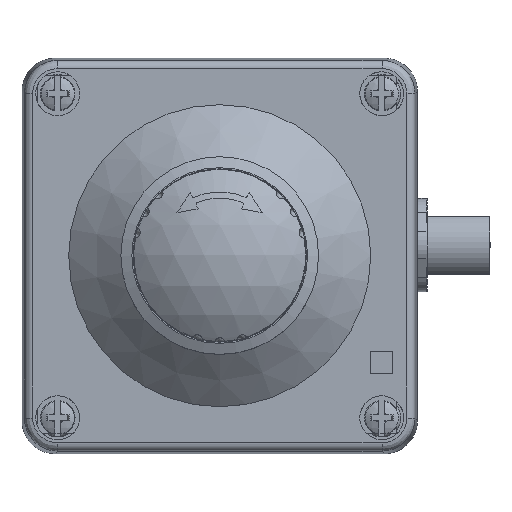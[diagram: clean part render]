
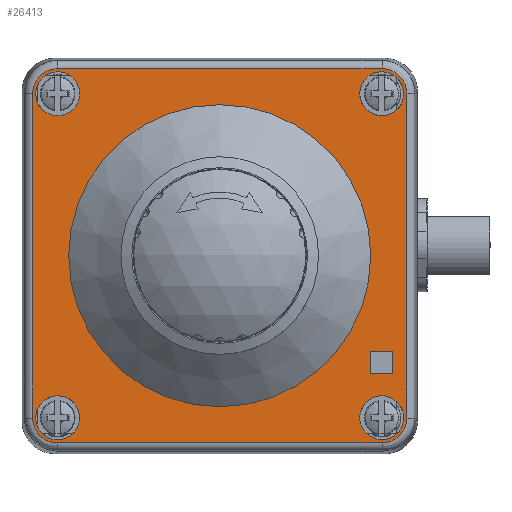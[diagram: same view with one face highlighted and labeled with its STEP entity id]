
A CAD part, top view. The second image highlights one B-rep face of the part: STEP entity #26413.
In plain terms, the highlighted planar face has unit normal (0, 0, 1).
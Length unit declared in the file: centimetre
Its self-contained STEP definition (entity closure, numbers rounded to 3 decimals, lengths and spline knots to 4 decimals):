
#68=FACE_BOUND('',#3181,.T.);
#69=FACE_BOUND('',#3182,.T.);
#70=FACE_BOUND('',#3183,.T.);
#71=FACE_BOUND('',#3184,.T.);
#72=FACE_BOUND('',#3185,.T.);
#73=FACE_BOUND('',#3186,.T.);
#313=ELLIPSE('',#28189,0.4501,0.45);
#314=ELLIPSE('',#28190,0.4501,0.45);
#315=ELLIPSE('',#28191,0.4501,0.45);
#316=ELLIPSE('',#28192,0.4501,0.45);
#821=CIRCLE('',#27952,1.7107);
#949=CIRCLE('',#28193,0.4);
#950=CIRCLE('',#28194,0.4);
#951=CIRCLE('',#28195,0.4);
#952=CIRCLE('',#28196,0.4);
#1688=FACE_OUTER_BOUND('',#3180,.T.);
#3180=EDGE_LOOP('',(#18431,#18432,#18433,#18434,#18435,#18436,#18437,#18438));
#3181=EDGE_LOOP('',(#18439));
#3182=EDGE_LOOP('',(#18440));
#3183=EDGE_LOOP('',(#18441));
#3184=EDGE_LOOP('',(#18442));
#3185=EDGE_LOOP('',(#18443));
#3186=EDGE_LOOP('',(#18444,#18445,#18446,#18447));
#4932=LINE('',#39667,#7863);
#4933=LINE('',#39671,#7864);
#4934=LINE('',#39675,#7865);
#4935=LINE('',#39679,#7866);
#4936=LINE('',#39691,#7867);
#4937=LINE('',#39693,#7868);
#4938=LINE('',#39695,#7869);
#4939=LINE('',#39696,#7870);
#7863=VECTOR('',#31407,5.9111);
#7864=VECTOR('',#31410,5.9111);
#7865=VECTOR('',#31413,5.9111);
#7866=VECTOR('',#31416,5.9111);
#7867=VECTOR('',#31427,0.405);
#7868=VECTOR('',#31428,0.405);
#7869=VECTOR('',#31429,0.405);
#7870=VECTOR('',#31430,0.405);
#10906=VERTEX_POINT('',#38746);
#11137=VERTEX_POINT('',#39665);
#11138=VERTEX_POINT('',#39666);
#11139=VERTEX_POINT('',#39668);
#11140=VERTEX_POINT('',#39670);
#11141=VERTEX_POINT('',#39672);
#11142=VERTEX_POINT('',#39674);
#11143=VERTEX_POINT('',#39676);
#11144=VERTEX_POINT('',#39678);
#11145=VERTEX_POINT('',#39681);
#11146=VERTEX_POINT('',#39683);
#11147=VERTEX_POINT('',#39685);
#11148=VERTEX_POINT('',#39687);
#11149=VERTEX_POINT('',#39689);
#11150=VERTEX_POINT('',#39690);
#11151=VERTEX_POINT('',#39692);
#11152=VERTEX_POINT('',#39694);
#13658=EDGE_CURVE('',#10906,#10906,#821,.T.);
#13971=EDGE_CURVE('',#11137,#11138,#4932,.T.);
#13972=EDGE_CURVE('',#11139,#11137,#313,.T.);
#13973=EDGE_CURVE('',#11140,#11139,#4933,.T.);
#13974=EDGE_CURVE('',#11141,#11140,#314,.T.);
#13975=EDGE_CURVE('',#11142,#11141,#4934,.T.);
#13976=EDGE_CURVE('',#11143,#11142,#315,.T.);
#13977=EDGE_CURVE('',#11144,#11143,#4935,.T.);
#13978=EDGE_CURVE('',#11138,#11144,#316,.T.);
#13979=EDGE_CURVE('',#11145,#11145,#949,.T.);
#13980=EDGE_CURVE('',#11146,#11146,#950,.T.);
#13981=EDGE_CURVE('',#11147,#11147,#951,.T.);
#13982=EDGE_CURVE('',#11148,#11148,#952,.T.);
#13983=EDGE_CURVE('',#11149,#11150,#4936,.T.);
#13984=EDGE_CURVE('',#11150,#11151,#4937,.T.);
#13985=EDGE_CURVE('',#11151,#11152,#4938,.T.);
#13986=EDGE_CURVE('',#11152,#11149,#4939,.T.);
#18431=ORIENTED_EDGE('',*,*,#13971,.F.);
#18432=ORIENTED_EDGE('',*,*,#13972,.F.);
#18433=ORIENTED_EDGE('',*,*,#13973,.F.);
#18434=ORIENTED_EDGE('',*,*,#13974,.F.);
#18435=ORIENTED_EDGE('',*,*,#13975,.F.);
#18436=ORIENTED_EDGE('',*,*,#13976,.F.);
#18437=ORIENTED_EDGE('',*,*,#13977,.F.);
#18438=ORIENTED_EDGE('',*,*,#13978,.F.);
#18439=ORIENTED_EDGE('',*,*,#13658,.T.);
#18440=ORIENTED_EDGE('',*,*,#13979,.T.);
#18441=ORIENTED_EDGE('',*,*,#13980,.T.);
#18442=ORIENTED_EDGE('',*,*,#13981,.T.);
#18443=ORIENTED_EDGE('',*,*,#13982,.T.);
#18444=ORIENTED_EDGE('',*,*,#13983,.T.);
#18445=ORIENTED_EDGE('',*,*,#13984,.T.);
#18446=ORIENTED_EDGE('',*,*,#13985,.T.);
#18447=ORIENTED_EDGE('',*,*,#13986,.T.);
#25227=PLANE('',#28188);
#26413=ADVANCED_FACE('',(#1688,#68,#69,#70,#71,#72,#73),#25227,.T.);
#27952=AXIS2_PLACEMENT_3D('',#38747,#30791,#30792);
#28188=AXIS2_PLACEMENT_3D('',#39664,#31405,#31406);
#28189=AXIS2_PLACEMENT_3D('',#39669,#31408,#31409);
#28190=AXIS2_PLACEMENT_3D('',#39673,#31411,#31412);
#28191=AXIS2_PLACEMENT_3D('',#39677,#31414,#31415);
#28192=AXIS2_PLACEMENT_3D('',#39680,#31417,#31418);
#28193=AXIS2_PLACEMENT_3D('',#39682,#31419,#31420);
#28194=AXIS2_PLACEMENT_3D('',#39684,#31421,#31422);
#28195=AXIS2_PLACEMENT_3D('',#39686,#31423,#31424);
#28196=AXIS2_PLACEMENT_3D('',#39688,#31425,#31426);
#30791=DIRECTION('center_axis',(0.,0.,
-1.));
#30792=DIRECTION('ref_axis',(-1.,0.,0.));
#31405=DIRECTION('center_axis',(0.,0.,
1.));
#31406=DIRECTION('ref_axis',(0.,-1.,0.));
#31407=DIRECTION('',(0.,1.,0.));
#31408=DIRECTION('center_axis',(0.,0.,
-1.));
#31409=DIRECTION('ref_axis',(-0.707,-0.707,0.));
#31410=DIRECTION('',(-1.,0.,0.));
#31411=DIRECTION('center_axis',(0.,0.,
-1.));
#31412=DIRECTION('ref_axis',(0.707,-0.707,0.));
#31413=DIRECTION('',(0.,-1.,0.));
#31414=DIRECTION('center_axis',(0.,0.,
-1.));
#31415=DIRECTION('ref_axis',(0.707,0.707,0.));
#31416=DIRECTION('',(1.,0.,0.));
#31417=DIRECTION('center_axis',(0.,0.,
-1.));
#31418=DIRECTION('ref_axis',(-0.707,0.707,0.));
#31419=DIRECTION('center_axis',(0.,0.,
-1.));
#31420=DIRECTION('ref_axis',(0.,1.,0.));
#31421=DIRECTION('center_axis',(0.,0.,
-1.));
#31422=DIRECTION('ref_axis',(0.,1.,0.));
#31423=DIRECTION('center_axis',(0.,0.,
-1.));
#31424=DIRECTION('ref_axis',(0.,1.,0.));
#31425=DIRECTION('center_axis',(0.,0.,
-1.));
#31426=DIRECTION('ref_axis',(0.,1.,0.));
#31427=DIRECTION('',(0.,-1.,0.));
#31428=DIRECTION('',(-1.,0.,0.));
#31429=DIRECTION('',(0.,1.,0.));
#31430=DIRECTION('',(1.,0.,0.));
#38746=CARTESIAN_POINT('',(1.3093,0.2311,0.855));
#38747=CARTESIAN_POINT('Origin',(-0.4015,0.2311,0.855));
#39664=CARTESIAN_POINT('Origin',(-0.4015,0.2311,0.855));
#39665=CARTESIAN_POINT('',(-3.8069,-2.7244,0.855));
#39666=CARTESIAN_POINT('',(-3.8069,3.1867,0.855));
#39667=CARTESIAN_POINT('',(-3.8069,-1.5689,0.855));
#39668=CARTESIAN_POINT('',(-3.357,-3.1743,0.855));
#39669=CARTESIAN_POINT('Origin',(-3.3569,-2.7243,0.855));
#39670=CARTESIAN_POINT('',(2.5541,-3.1743,0.855));
#39671=CARTESIAN_POINT('',(1.3985,-3.1743,0.855));
#39672=CARTESIAN_POINT('',(3.004,-2.7244,0.855));
#39673=CARTESIAN_POINT('Origin',(2.5539,-2.7243,0.855));
#39674=CARTESIAN_POINT('',(3.004,3.1867,0.855));
#39675=CARTESIAN_POINT('',(3.004,2.0311,0.855));
#39676=CARTESIAN_POINT('',(2.5541,3.6366,0.855));
#39677=CARTESIAN_POINT('Origin',(2.5539,3.1865,0.855));
#39678=CARTESIAN_POINT('',(-3.357,3.6366,0.855));
#39679=CARTESIAN_POINT('',(-2.2015,3.6366,0.855));
#39680=CARTESIAN_POINT('Origin',(-3.3569,3.1865,0.855));
#39681=CARTESIAN_POINT('',(2.5485,2.7811,0.855));
#39682=CARTESIAN_POINT('Origin',(2.5485,3.1811,0.855));
#39683=CARTESIAN_POINT('',(2.5485,-3.1189,0.855));
#39684=CARTESIAN_POINT('Origin',(2.5485,-2.7189,0.855));
#39685=CARTESIAN_POINT('',(-3.3515,-3.1189,0.855));
#39686=CARTESIAN_POINT('Origin',(-3.3515,-2.7189,0.855));
#39687=CARTESIAN_POINT('',(-3.3515,2.7811,0.855));
#39688=CARTESIAN_POINT('Origin',(-3.3515,3.1811,0.855));
#39689=CARTESIAN_POINT('',(2.751,-1.5164,0.855));
#39690=CARTESIAN_POINT('',(2.751,-1.9214,0.855));
#39691=CARTESIAN_POINT('',(2.751,-0.6426,0.855));
#39692=CARTESIAN_POINT('',(2.346,-1.9214,0.855));
#39693=CARTESIAN_POINT('',(1.1748,-1.9214,0.855));
#39694=CARTESIAN_POINT('',(2.346,-1.5164,0.855));
#39695=CARTESIAN_POINT('',(2.346,-0.8451,0.855));
#39696=CARTESIAN_POINT('',(0.9723,-1.5164,0.855));
